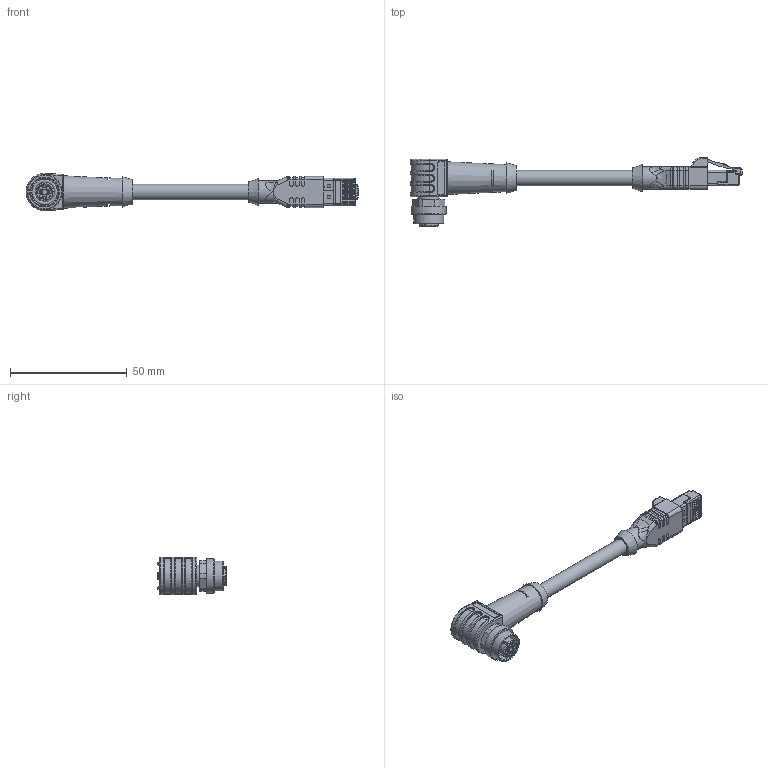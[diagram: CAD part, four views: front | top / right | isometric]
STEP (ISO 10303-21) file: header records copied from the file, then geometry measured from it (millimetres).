
FILE_DESCRIPTION(/* description */ (''),/* implementation_level */ '2;1');
FILE_NAME(/* name */ 'RA-WWAKSY4-m-RA-RJ45SS4.stp',/* time_stamp */ '2016-09-16T11:58:56+02:00',/* author */ (''),/* organization */ (''),/* preprocessor_version */ 'ST-DEVELOPER v16',/* originating_system */ 'SIEMENS PLM Software NX 10.0',/* authorisation */ '');
FILE_SCHEMA (('AUTOMOTIVE_DESIGN { 1 0 10303 214 3 1 1 1 }'));
Length unit declared in the file: millimetre
Products named in the file (1): RA-WWAKSY4-m-RA-RJ45SS4
Bounding box: 142.17 x 29.54 x 15.97 mm (x, y, z)
Volume: 14584.5 mm3; surface area: 7323.6 mm2
Topology: 1 solids, 1 shells, 905 faces, 2347 edges, 1465 vertices
Faces by surface type: plane 405, cylinder 334, torus 67, bspline 38, extrusion 31, cone 18, sphere 12
Full cylindrical faces by diameter (mm): 1.15 x4, 6.6 x1, 9.3 x1, 9.6 x1, 10.95 x1, 12.3 x1, 12.8 x1, 15 x1
Entity records: 28296 total; most frequent: CARTESIAN_POINT 6302, DIRECTION 4596, ORIENTED_EDGE 4594, EDGE_CURVE 2297, AXIS2_PLACEMENT_3D 1590, VERTEX_POINT 1454, VECTOR 1416, LINE 1385
